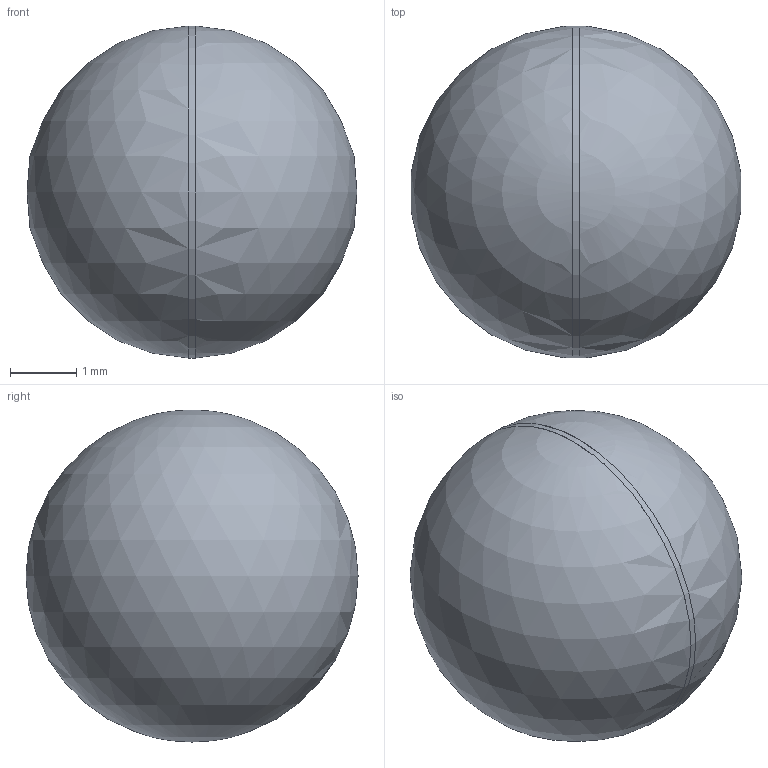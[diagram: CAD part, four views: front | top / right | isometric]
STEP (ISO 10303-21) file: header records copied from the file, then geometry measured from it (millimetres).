
FILE_DESCRIPTION(/* description */ (''),/* implementation_level */ '2;1');
FILE_NAME(/* name */ '00_BallMagnets_5mm_single.ipt.step',/* time_stamp */ '2022-11-29T07:36:29+01:00',/* author */ ('diederichbenedict'),/* organization */ (''),/* preprocessor_version */ 'ST-DEVELOPER v18.1',/* originating_system */ 'Autodesk Inventor 2022',/* authorisation */ '');
FILE_SCHEMA (('AUTOMOTIVE_DESIGN { 1 0 10303 214 3 1 1 }'));
Length unit declared in the file: millimetre
Products named in the file (1): 00_BallMagnets_5mm_single
Bounding box: 4.97 x 5 x 5 mm (x, y, z)
Volume: 65.2 mm3; surface area: 78.2 mm2
Topology: 1 solids, 1 shells, 5 faces, 5 edges, 4 vertices
Faces by surface type: plane 2, sphere 2, cylinder 1
Full cylindrical faces by diameter (mm): 5 x1
Entity records: 140 total; most frequent: DIRECTION 21, CARTESIAN_POINT 15, ORIENTED_EDGE 10, AXIS2_PLACEMENT_3D 10, EDGE_LOOP 7, FACE_OUTER_BOUND 5, EDGE_CURVE 5, ADVANCED_FACE 5
